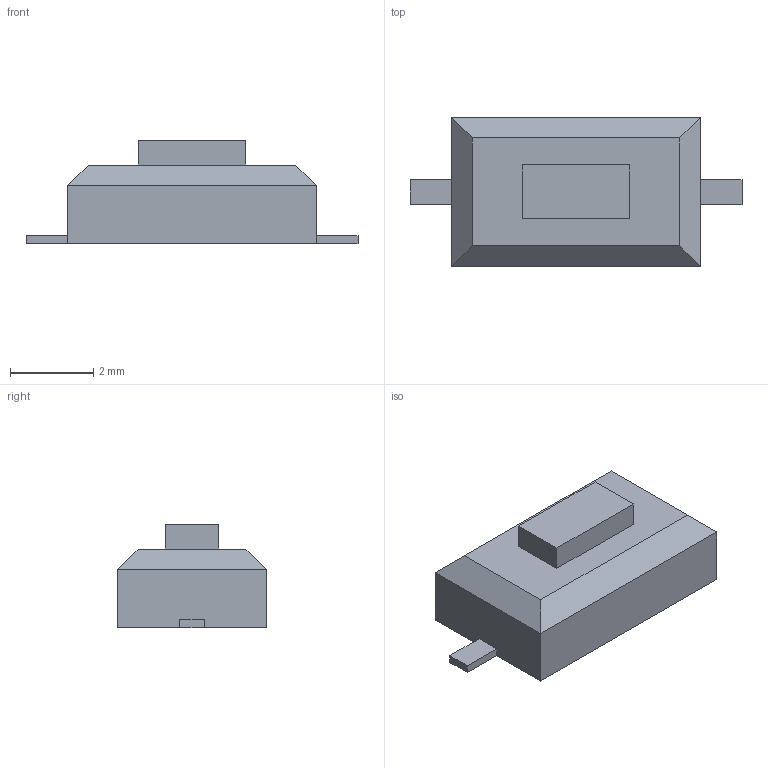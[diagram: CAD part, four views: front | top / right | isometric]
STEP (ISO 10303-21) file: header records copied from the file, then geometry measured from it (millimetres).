
FILE_DESCRIPTION(/* description */ ('STEP AP242','CAx-IF Rec.Pracs.---Representation and Presentation of Product Manufacturing Information (PMI)---4.0---2014-10-13','CAx-IF Rec.Pracs.---3D Tessellated Geometry---0.4---2014-09-14','2;1'),/* implementation_level */ '2;1');
FILE_NAME(/* name */ '64b1ea4f9285b05be8d544d6',/* time_stamp */ '2023-07-15T00:37:35Z',/* author */ (''),/* organization */ (''),/* preprocessor_version */ 'ST-DEVELOPER v19.4',/* originating_system */ ' ',/* authorisation */ ' ');
FILE_SCHEMA (('AP242_MANAGED_MODEL_BASED_3D_ENGINEERING_MIM_LF { 1 0 10303 442 1 1 4 }'));
Length unit declared in the file: metre
Products named in the file (1): XKB-Connectivity-TS-1101-B-W
Bounding box: 8 x 3.6 x 2.5 mm (x, y, z)
Volume: 41.1 mm3; surface area: 81.5 mm2
Topology: 1 solids, 1 shells, 23 faces, 56 edges, 36 vertices
Faces by surface type: plane 23
Entity records: 773 total; most frequent: CARTESIAN_POINT 116, ORIENTED_EDGE 112, DIRECTION 104, EDGE_CURVE 56, LINE 56, VECTOR 56, VERTEX_POINT 36, EDGE_LOOP 24
